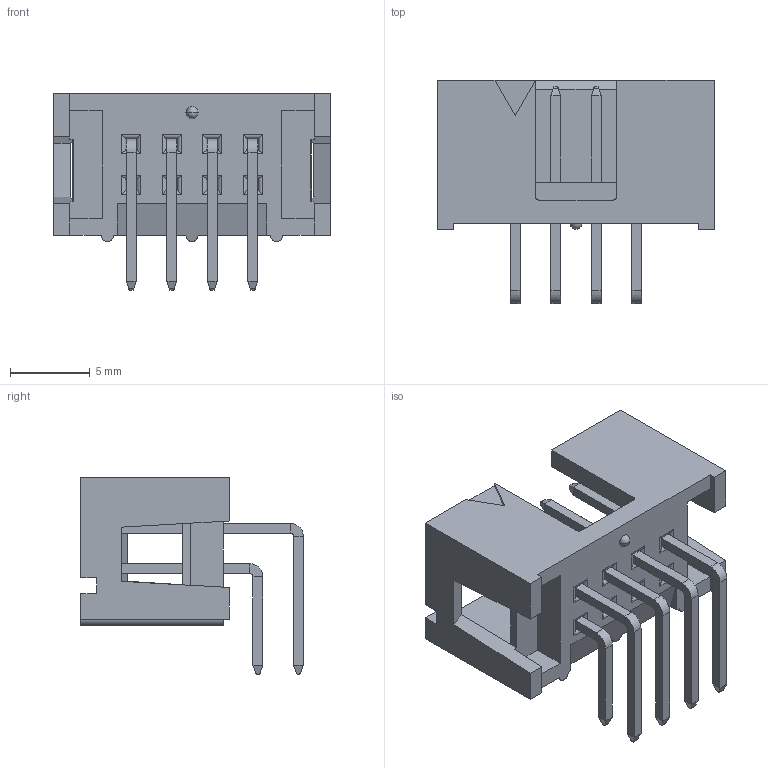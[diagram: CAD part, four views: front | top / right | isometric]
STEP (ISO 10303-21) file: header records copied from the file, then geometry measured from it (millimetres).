
FILE_DESCRIPTION((''),'2;1');
FILE_NAME('75867_Y32_ASM','2006-12-07T',('DaLegrand'),('FCI - CDC Division'),'PRO/ENGINEER BY PARAMETRIC TECHNOLOGY CORPORATION, 2004490','PRO/ENGINEER BY PARAMETRIC TECHNOLOGY CORPORATION, 2004490','');
FILE_SCHEMA(('CONFIG_CONTROL_DESIGN'));
Length unit declared in the file: millimetre
Products named in the file (4): 71965_Y08; 71953_X03; 71953_X04; 75867_Y32_ASM
Assembly tree (9 placements, depth 2):
  75867_Y32_ASM
    71965_Y08
    71953_X03  x4
    71953_X04  x4
Bounding box: 17.37 x 13.97 x 12.34 mm (x, y, z)
Volume: 652.2 mm3; surface area: 1458.7 mm2
Topology: 9 solids, 9 shells, 305 faces, 708 edges, 416 vertices
Faces by surface type: plane 234, cylinder 69, sphere 2
Entity records: 5593 total; most frequent: CARTESIAN_POINT 1318, ORIENTED_EDGE 884, DIRECTION 794, EDGE_CURVE 442, VECTOR 380, LINE 380, VERTEX_POINT 272, AXIS2_PLACEMENT_3D 207
